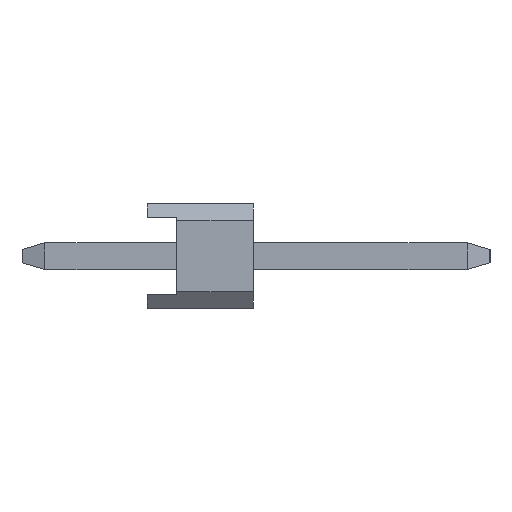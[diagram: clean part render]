
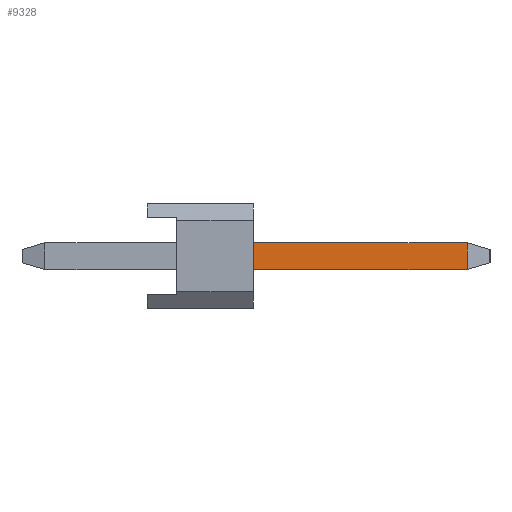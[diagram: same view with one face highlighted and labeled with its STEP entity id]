
A CAD part, left-side view. The second image highlights one B-rep face of the part: STEP entity #9328.
In plain terms, the highlighted planar face has unit normal (-1, 0, 0).
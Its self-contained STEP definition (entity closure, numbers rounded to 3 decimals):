
#6736=VERTEX_POINT('',#17931);
#7086=EDGE_CURVE('',#14646,#12392,#18316,.T.);
#7348=EDGE_CURVE('',#6736,#14646,#18605,.T.);
#8490=EDGE_CURVE('',#12392,#10290,#19861,.T.);
#9328=ADVANCED_FACE('',(#20825),#20826,.T.);
#10290=VERTEX_POINT('',#21877);
#12392=VERTEX_POINT('',#24170);
#14646=VERTEX_POINT('',#26693);
#16072=EDGE_CURVE('',#10290,#6736,#28262,.T.);
#17931=CARTESIAN_POINT('',(-44.77,-7.654,0.32));
#18316=LINE('',#31292,#31293);
#18605=LINE('',#31709,#31710);
#19861=LINE('',#33527,#33528);
#20825=FACE_OUTER_BOUND('',#34872,.T.);
#20826=PLANE('',#34873);
#21877=CARTESIAN_POINT('',(-44.77,-2.54,0.32));
#24170=CARTESIAN_POINT('',(-44.77,-2.54,-0.32));
#26693=CARTESIAN_POINT('',(-44.77,-7.654,-0.32));
#28262=LINE('',#45642,#45643);
#31292=CARTESIAN_POINT('',(-44.77,2.454,-0.32));
#31293=VECTOR('',#48114,1.0);
#31709=CARTESIAN_POINT('',(-44.77,-7.654,0.5));
#31710=VECTOR('',#48398,1.0);
#33527=CARTESIAN_POINT('',(-44.77,-2.54,0.252));
#33528=VECTOR('',#49617,1.0);
#34872=EDGE_LOOP('',(#50977,#50978,#50979,#50980));
#34873=AXIS2_PLACEMENT_3D('',#50981,#50982,#50983);
#45642=CARTESIAN_POINT('',(-44.77,-2.6,0.32));
#45643=VECTOR('',#58516,1.0);
#48114=DIRECTION('',(0.,1.0,0.));
#48398=DIRECTION('',(0.0,0.,-1.0));
#49617=DIRECTION('',(0.,0.,1.0));
#50977=ORIENTED_EDGE('',*,*,#8490,.F.);
#50978=ORIENTED_EDGE('',*,*,#7086,.F.);
#50979=ORIENTED_EDGE('',*,*,#7348,.F.);
#50980=ORIENTED_EDGE('',*,*,#16072,.F.);
#50981=CARTESIAN_POINT('',(-44.77,2.454,0.5));
#50982=DIRECTION('',(-1.0,0.,0.));
#50983=DIRECTION('',(0.,1.0,0.));
#58516=DIRECTION('',(0.,-1.0,0.));
